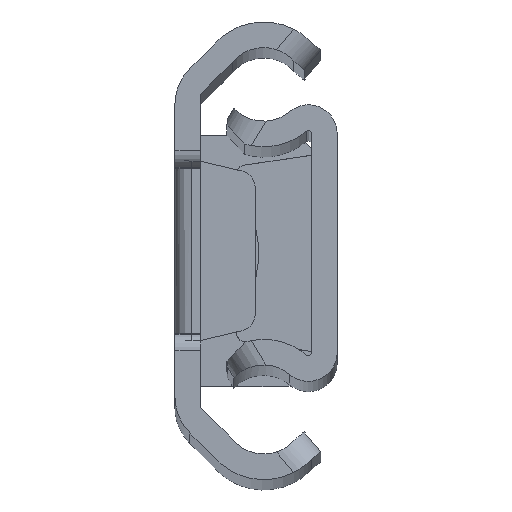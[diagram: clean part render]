
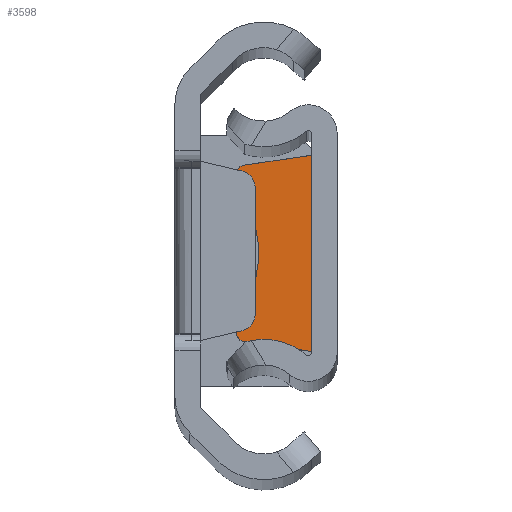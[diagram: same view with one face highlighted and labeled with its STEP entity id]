
A CAD part, top view. The second image highlights one B-rep face of the part: STEP entity #3598.
In plain terms, the highlighted planar face has unit normal (0, 0, 1).
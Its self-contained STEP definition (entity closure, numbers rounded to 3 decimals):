
#134 = VERTEX_POINT ( 'NONE', #772 ) ;
#244 = VERTEX_POINT ( 'NONE', #2020 ) ;
#329 = CARTESIAN_POINT ( 'NONE',  ( -5.816, 4.025, -345.5 ) ) ;
#387 = DIRECTION ( 'NONE',  ( 0., 1., 0. ) ) ;
#409 = DIRECTION ( 'NONE',  ( -0.989, 0.145, 0. ) ) ;
#432 = ORIENTED_EDGE ( 'NONE', *, *, #4084, .F. ) ;
#475 = EDGE_CURVE ( 'NONE', #244, #2517, #1427, .T. ) ;
#481 = VECTOR ( 'NONE', #387, 1000. ) ;
#500 = AXIS2_PLACEMENT_3D ( 'NONE', #2281, #3795, #3817 ) ;
#553 = AXIS2_PLACEMENT_3D ( 'NONE', #2686, #4206, #4903 ) ;
#595 = CARTESIAN_POINT ( 'NONE',  ( -5.9, 4.302, -345.5 ) ) ;
#633 = VERTEX_POINT ( 'NONE', #1076 ) ;
#653 = ORIENTED_EDGE ( 'NONE', *, *, #2778, .F. ) ;
#668 = DIRECTION ( 'NONE',  ( -1., 0., 0. ) ) ;
#730 = PLANE ( 'NONE',  #500 ) ;
#772 = CARTESIAN_POINT ( 'NONE',  ( -5.9, -4.302, -345.5 ) ) ;
#879 = VECTOR ( 'NONE', #1222, 1000. ) ;
#938 = ORIENTED_EDGE ( 'NONE', *, *, #475, .F. ) ;
#1076 = CARTESIAN_POINT ( 'NONE',  ( -5.816, -4.025, -345.5 ) ) ;
#1101 = VECTOR ( 'NONE', #2209, 1000. ) ;
#1109 = DIRECTION ( 'NONE',  ( -1., 0., 0. ) ) ;
#1123 = CARTESIAN_POINT ( 'NONE',  ( -11.867, 0., -345.5 ) ) ;
#1157 = DIRECTION ( 'NONE',  ( 0., 0., -1. ) ) ;
#1191 = ORIENTED_EDGE ( 'NONE', *, *, #2710, .F. ) ;
#1222 = DIRECTION ( 'NONE',  ( 0., -1., 0. ) ) ;
#1427 = LINE ( 'NONE', #4492, #1101 ) ;
#1463 = ORIENTED_EDGE ( 'NONE', *, *, #1576, .F. ) ;
#1484 = CARTESIAN_POINT ( 'NONE',  ( -5.9, -4.668, -345.5 ) ) ;
#1493 = DIRECTION ( 'NONE',  ( -1., 0., 0. ) ) ;
#1536 = ORIENTED_EDGE ( 'NONE', *, *, #2119, .F. ) ;
#1561 = VERTEX_POINT ( 'NONE', #1918 ) ;
#1576 = EDGE_CURVE ( 'NONE', #2359, #1963, #3049, .T. ) ;
#1680 = CARTESIAN_POINT ( 'NONE',  ( -1.5, -5.746, -345.5 ) ) ;
#1800 = VERTEX_POINT ( 'NONE', #1680 ) ;
#1918 = CARTESIAN_POINT ( 'NONE',  ( -5.9, 4.668, -345.5 ) ) ;
#1963 = VERTEX_POINT ( 'NONE', #595 ) ;
#2010 = LINE ( 'NONE', #2414, #2339 ) ;
#2020 = CARTESIAN_POINT ( 'NONE',  ( -5.473, 5.163, -345.5 ) ) ;
#2119 = EDGE_CURVE ( 'NONE', #2517, #1800, #3142, .T. ) ;
#2209 = DIRECTION ( 'NONE',  ( 0.989, 0.145, 0. ) ) ;
#2217 = CARTESIAN_POINT ( 'NONE',  ( -5.4, 4.668, -345.5 ) ) ;
#2233 = CARTESIAN_POINT ( 'NONE',  ( -5.473, -5.163, -345.5 ) ) ;
#2281 = CARTESIAN_POINT ( 'NONE',  ( -5.4, 4.668, -345.5 ) ) ;
#2309 = EDGE_CURVE ( 'NONE', #1963, #1561, #2909, .T. ) ;
#2313 = CARTESIAN_POINT ( 'NONE',  ( -5.4, -4.668, -345.5 ) ) ;
#2322 = VECTOR ( 'NONE', #4883, 1000. ) ;
#2339 = VECTOR ( 'NONE', #409, 1000. ) ;
#2359 = VERTEX_POINT ( 'NONE', #329 ) ;
#2414 = CARTESIAN_POINT ( 'NONE',  ( -5.473, -5.163, -345.5 ) ) ;
#2517 = VERTEX_POINT ( 'NONE', #4638 ) ;
#2538 = ORIENTED_EDGE ( 'NONE', *, *, #3997, .F. ) ;
#2570 = CIRCLE ( 'NONE', #3456, 0.5 ) ;
#2619 = CIRCLE ( 'NONE', #4138, 7.267 ) ;
#2629 = DIRECTION ( 'NONE',  ( -1., 0., 0. ) ) ;
#2686 = CARTESIAN_POINT ( 'NONE',  ( -5.4, 4.302, -345.5 ) ) ;
#2710 = EDGE_CURVE ( 'NONE', #4537, #134, #3422, .T. ) ;
#2778 = EDGE_CURVE ( 'NONE', #3873, #4537, #2570, .T. ) ;
#2863 = CIRCLE ( 'NONE', #3190, 0.5 ) ;
#2909 = LINE ( 'NONE', #4432, #2322 ) ;
#2952 = DIRECTION ( 'NONE',  ( 0., 0., -1. ) ) ;
#3049 = CIRCLE ( 'NONE', #553, 0.5 ) ;
#3142 = LINE ( 'NONE', #3562, #879 ) ;
#3190 = AXIS2_PLACEMENT_3D ( 'NONE', #2217, #3726, #2629 ) ;
#3287 = EDGE_CURVE ( 'NONE', #1800, #3873, #2010, .T. ) ;
#3422 = LINE ( 'NONE', #3472, #481 ) ;
#3456 = AXIS2_PLACEMENT_3D ( 'NONE', #2313, #1157, #1109 ) ;
#3472 = CARTESIAN_POINT ( 'NONE',  ( -5.9, -4.302, -345.5 ) ) ;
#3562 = CARTESIAN_POINT ( 'NONE',  ( -1.5, 5.746, -345.5 ) ) ;
#3598 = ADVANCED_FACE ( 'NONE', ( #4166 ), #730, .F. ) ;
#3654 = CIRCLE ( 'NONE', #3977, 0.5 ) ;
#3726 = DIRECTION ( 'NONE',  ( 0., 0., -1. ) ) ;
#3751 = ORIENTED_EDGE ( 'NONE', *, *, #2309, .F. ) ;
#3774 = EDGE_LOOP ( 'NONE', ( #938, #4749, #3751, #1463, #432, #2538, #1191, #653, #4497, #1536 ) ) ;
#3795 = DIRECTION ( 'NONE',  ( 0., 0., -1. ) ) ;
#3817 = DIRECTION ( 'NONE',  ( -1., 0., 0. ) ) ;
#3873 = VERTEX_POINT ( 'NONE', #2233 ) ;
#3977 = AXIS2_PLACEMENT_3D ( 'NONE', #4933, #2952, #668 ) ;
#3997 = EDGE_CURVE ( 'NONE', #134, #633, #3654, .T. ) ;
#4084 = EDGE_CURVE ( 'NONE', #633, #2359, #2619, .T. ) ;
#4138 = AXIS2_PLACEMENT_3D ( 'NONE', #1123, #4532, #1493 ) ;
#4166 = FACE_OUTER_BOUND ( 'NONE', #3774, .T. ) ;
#4206 = DIRECTION ( 'NONE',  ( 0., 0., -1. ) ) ;
#4432 = CARTESIAN_POINT ( 'NONE',  ( -5.9, 4.668, -345.5 ) ) ;
#4448 = EDGE_CURVE ( 'NONE', #1561, #244, #2863, .T. ) ;
#4492 = CARTESIAN_POINT ( 'NONE',  ( -1.5, 5.746, -345.5 ) ) ;
#4497 = ORIENTED_EDGE ( 'NONE', *, *, #3287, .F. ) ;
#4532 = DIRECTION ( 'NONE',  ( 0., 0., 1. ) ) ;
#4537 = VERTEX_POINT ( 'NONE', #1484 ) ;
#4638 = CARTESIAN_POINT ( 'NONE',  ( -1.5, 5.746, -345.5 ) ) ;
#4749 = ORIENTED_EDGE ( 'NONE', *, *, #4448, .F. ) ;
#4883 = DIRECTION ( 'NONE',  ( 0., 1., 0. ) ) ;
#4903 = DIRECTION ( 'NONE',  ( -1., 0., 0. ) ) ;
#4933 = CARTESIAN_POINT ( 'NONE',  ( -5.4, -4.302, -345.5 ) ) ;
